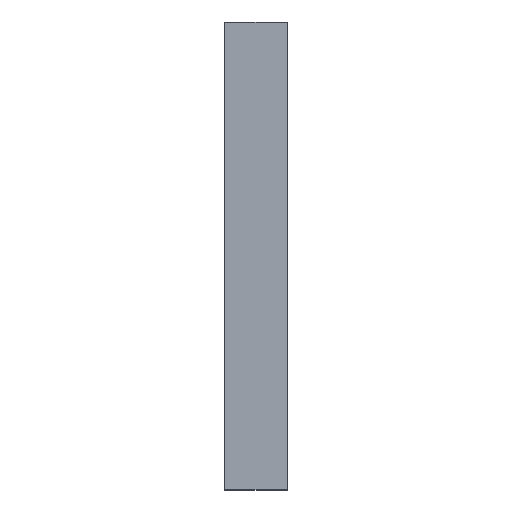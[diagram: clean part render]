
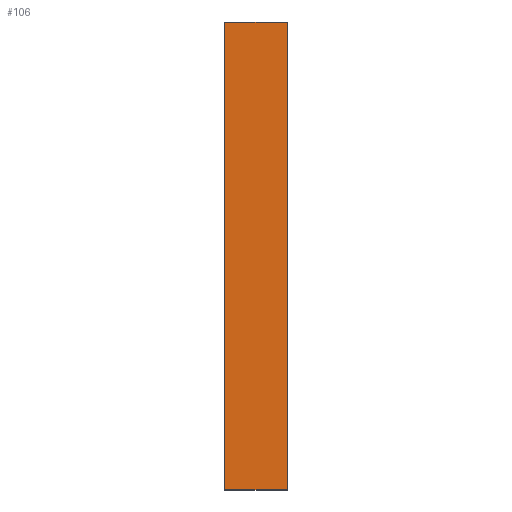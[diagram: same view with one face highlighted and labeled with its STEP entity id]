
A CAD part, top view. The second image highlights one B-rep face of the part: STEP entity #106.
In plain terms, the highlighted planar face has unit normal (0, 0, 1).
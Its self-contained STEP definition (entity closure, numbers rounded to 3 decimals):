
#67=CARTESIAN_POINT('',(-45.849,-43.041,20.4));
#68=DIRECTION('',(0.,0.,-1.));
#69=DIRECTION('',(1.,0.,0.));
#70=AXIS2_PLACEMENT_3D('',#67,#68,#69);
#71=PLANE('',#70);
#72=CARTESIAN_POINT('',(-74.999,-33.516,20.4));
#73=VERTEX_POINT('',#72);
#74=CARTESIAN_POINT('',(-45.849,-33.516,20.4));
#75=VERTEX_POINT('',#74);
#76=CARTESIAN_POINT('',(-74.999,-33.516,20.4));
#77=DIRECTION('',(1.,0.,0.));
#78=VECTOR('',#77,29.15);
#79=LINE('',#76,#78);
#80=EDGE_CURVE('',#73,#75,#79,.T.);
#81=ORIENTED_EDGE('',*,*,#80,.T.);
#82=CARTESIAN_POINT('',(-45.849,186.484,20.4));
#83=VERTEX_POINT('',#82);
#84=CARTESIAN_POINT('',(-45.849,-33.516,20.4));
#85=DIRECTION('',(-0.,1.,0.));
#86=VECTOR('',#85,220.);
#87=LINE('',#84,#86);
#88=EDGE_CURVE('',#75,#83,#87,.T.);
#89=ORIENTED_EDGE('',*,*,#88,.T.);
#90=CARTESIAN_POINT('',(-74.999,186.484,20.4));
#91=VERTEX_POINT('',#90);
#92=CARTESIAN_POINT('',(-74.999,186.484,20.4));
#93=DIRECTION('',(1.,0.,0.));
#94=VECTOR('',#93,29.15);
#95=LINE('',#92,#94);
#96=EDGE_CURVE('',#91,#83,#95,.T.);
#97=ORIENTED_EDGE('',*,*,#96,.F.);
#98=CARTESIAN_POINT('',(-74.999,186.484,20.4));
#99=DIRECTION('',(0.,-1.,0.));
#100=VECTOR('',#99,220.);
#101=LINE('',#98,#100);
#102=EDGE_CURVE('',#91,#73,#101,.T.);
#103=ORIENTED_EDGE('',*,*,#102,.T.);
#104=EDGE_LOOP('',(#81,#89,#97,#103));
#105=FACE_BOUND('',#104,.T.);
#106=ADVANCED_FACE('',(#105),#71,.F.);
